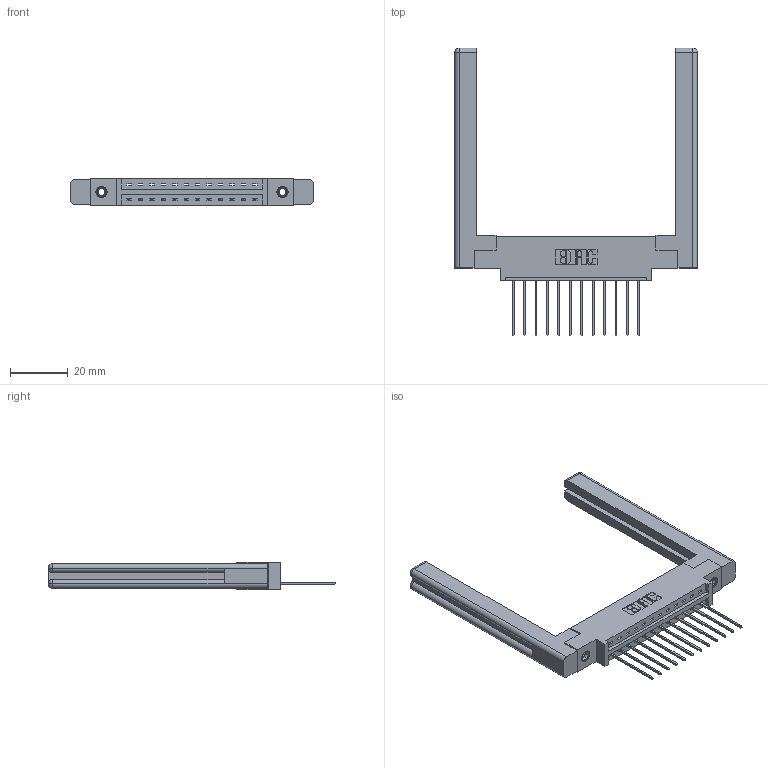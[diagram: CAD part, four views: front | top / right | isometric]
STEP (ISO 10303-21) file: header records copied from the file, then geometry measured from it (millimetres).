
FILE_DESCRIPTION (( 'STEP AP203' ), '1' );
FILE_NAME ('337-012-541-658.STEP', '2019-09-28T00:37:17', ( '' ), ( '' ), 'SwSTEP 2.0', 'SolidWorks 2016', '' );
FILE_SCHEMA (( 'CONFIG_CONTROL_DESIGN' ));
Length unit declared in the file: inch
Products named in the file (5): 307-220-058; 345-250-001_345-250-001-102; 337 Part_0.170 Offset - 0.156 Dia-TI; 345-292-001_345-293-141; 337-012-541-658
Assembly tree (17 placements, depth 2):
  337-012-541-658
    337 Part_0.170 Offset - 0.156 Dia-TI
    345-292-001_345-293-141  x12
    345-250-001_345-250-001-102  x2
    307-220-058  x2
Bounding box: 84.18 x 99.7 x 9.4 mm (x, y, z)
Volume: 15457.5 mm3; surface area: 13958.5 mm2
Topology: 17 solids, 17 shells, 1004 faces, 2933 edges, 1926 vertices
Faces by surface type: plane 710, cylinder 270, cone 12, torus 12
Entity records: 15584 total; most frequent: CARTESIAN_POINT 2713, ORIENTED_EDGE 2600, DIRECTION 2364, EDGE_CURVE 1300, VECTOR 1124, LINE 1124, VERTEX_POINT 858, AXIS2_PLACEMENT_3D 620
